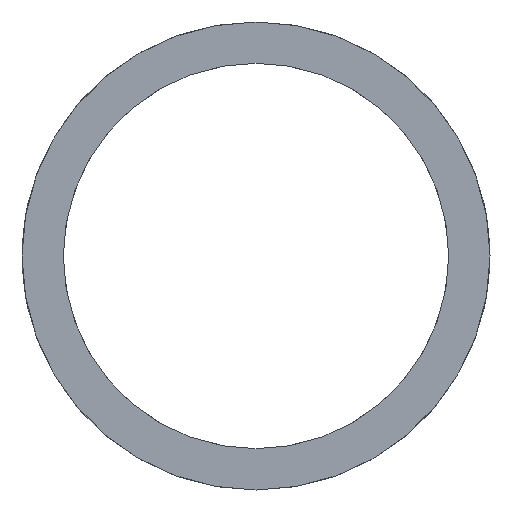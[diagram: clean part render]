
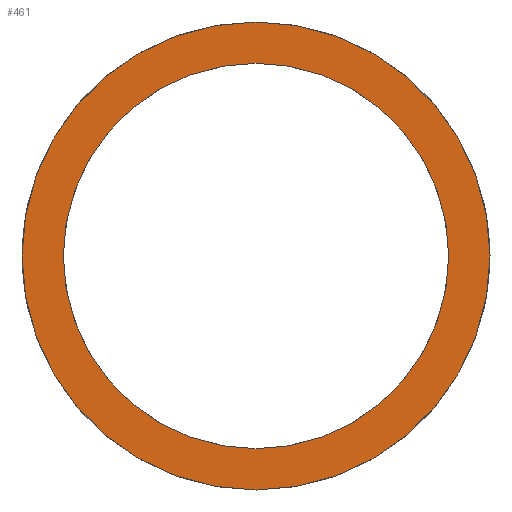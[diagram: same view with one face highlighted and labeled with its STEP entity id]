
A CAD part, front view. The second image highlights one B-rep face of the part: STEP entity #461.
In plain terms, the highlighted planar face has unit normal (0, -1, 0).
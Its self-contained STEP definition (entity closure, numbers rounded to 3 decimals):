
#18 = AXIS2_PLACEMENT_3D ( 'NONE', #467, #270, #308 ) ;
#22 = FACE_BOUND ( 'NONE', #258, .T. ) ;
#24 = ORIENTED_EDGE ( 'NONE', *, *, #74, .F. ) ;
#30 = CARTESIAN_POINT ( 'NONE',  ( 14., -4.464, 0. ) ) ;
#53 = EDGE_CURVE ( 'NONE', #168, #263, #224, .T. ) ;
#60 = DIRECTION ( 'NONE',  ( 0., 0., 1. ) ) ;
#67 = PLANE ( 'NONE',  #324 ) ;
#74 = EDGE_CURVE ( 'NONE', #263, #168, #462, .T. ) ;
#87 = ORIENTED_EDGE ( 'NONE', *, *, #53, .F. ) ;
#100 = CARTESIAN_POINT ( 'NONE',  ( 0., -4.464, 0. ) ) ;
#120 = AXIS2_PLACEMENT_3D ( 'NONE', #429, #315, #477 ) ;
#153 = EDGE_CURVE ( 'NONE', #345, #473, #243, .T. ) ;
#168 = VERTEX_POINT ( 'NONE', #247 ) ;
#169 = FACE_OUTER_BOUND ( 'NONE', #466, .T. ) ;
#175 = ORIENTED_EDGE ( 'NONE', *, *, #374, .T. ) ;
#209 = DIRECTION ( 'NONE',  ( 0., 0., 1. ) ) ;
#214 = CARTESIAN_POINT ( 'NONE',  ( 0., -4.464, 17. ) ) ;
#224 = CIRCLE ( 'NONE', #18, 17. ) ;
#232 = ORIENTED_EDGE ( 'NONE', *, *, #153, .T. ) ;
#243 = CIRCLE ( 'NONE', #320, 14. ) ;
#247 = CARTESIAN_POINT ( 'NONE',  ( 0., -4.464, -17. ) ) ;
#258 = EDGE_LOOP ( 'NONE', ( #175, #232 ) ) ;
#263 = VERTEX_POINT ( 'NONE', #214 ) ;
#270 = DIRECTION ( 'NONE',  ( 0., 1., 0. ) ) ;
#290 = DIRECTION ( 'NONE',  ( 0., 1., 0. ) ) ;
#308 = DIRECTION ( 'NONE',  ( 0., 0., 1. ) ) ;
#315 = DIRECTION ( 'NONE',  ( 0., 1., 0. ) ) ;
#320 = AXIS2_PLACEMENT_3D ( 'NONE', #361, #290, #209 ) ;
#324 = AXIS2_PLACEMENT_3D ( 'NONE', #30, #463, #381 ) ;
#329 = DIRECTION ( 'NONE',  ( 0., 1., 0. ) ) ;
#345 = VERTEX_POINT ( 'NONE', #491 ) ;
#347 = AXIS2_PLACEMENT_3D ( 'NONE', #100, #329, #60 ) ;
#361 = CARTESIAN_POINT ( 'NONE',  ( 0., -4.464, 0. ) ) ;
#374 = EDGE_CURVE ( 'NONE', #473, #345, #505, .T. ) ;
#381 = DIRECTION ( 'NONE',  ( 0., 0., 1. ) ) ;
#429 = CARTESIAN_POINT ( 'NONE',  ( 0., -4.464, 0. ) ) ;
#460 = CARTESIAN_POINT ( 'NONE',  ( 0., -4.464, 14. ) ) ;
#461 = ADVANCED_FACE ( 'NONE', ( #169, #22 ), #67, .F. ) ;
#462 = CIRCLE ( 'NONE', #120, 17. ) ;
#463 = DIRECTION ( 'NONE',  ( 0., 1., 0. ) ) ;
#466 = EDGE_LOOP ( 'NONE', ( #24, #87 ) ) ;
#467 = CARTESIAN_POINT ( 'NONE',  ( 0., -4.464, 0. ) ) ;
#473 = VERTEX_POINT ( 'NONE', #460 ) ;
#477 = DIRECTION ( 'NONE',  ( 0., 0., 1. ) ) ;
#491 = CARTESIAN_POINT ( 'NONE',  ( 0., -4.464, -14. ) ) ;
#505 = CIRCLE ( 'NONE', #347, 14. ) ;
